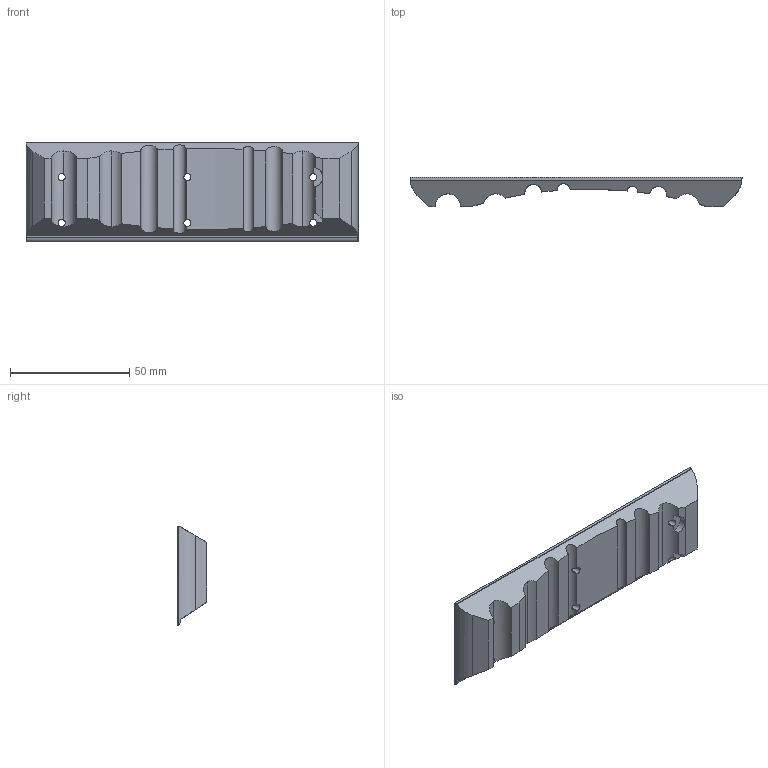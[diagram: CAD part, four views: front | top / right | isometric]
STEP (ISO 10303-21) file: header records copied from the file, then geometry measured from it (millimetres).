
FILE_DESCRIPTION (( 'STEP AP214' ), '1' );
FILE_NAME ('逋菁.STEP', '2024-10-01T12:22:12', ( '' ), ( '' ), 'SwSTEP 2.0', 'SolidWorks 2020', '' );
FILE_SCHEMA (( 'AUTOMOTIVE_DESIGN' ));
Length unit declared in the file: millimetre
Products named in the file (1): 逋菁
Bounding box: 138.94 x 12.14 x 41.78 mm (x, y, z)
Volume: 35047.7 mm3; surface area: 14361.4 mm2
Topology: 1 solids, 1 shells, 53 faces, 171 edges, 114 vertices
Faces by surface type: cylinder 38, plane 15
Entity records: 2215 total; most frequent: CARTESIAN_POINT 832, ORIENTED_EDGE 342, DIRECTION 223, EDGE_CURVE 171, VERTEX_POINT 114, AXIS2_PLACEMENT_3D 75, LINE 73, VECTOR 73
